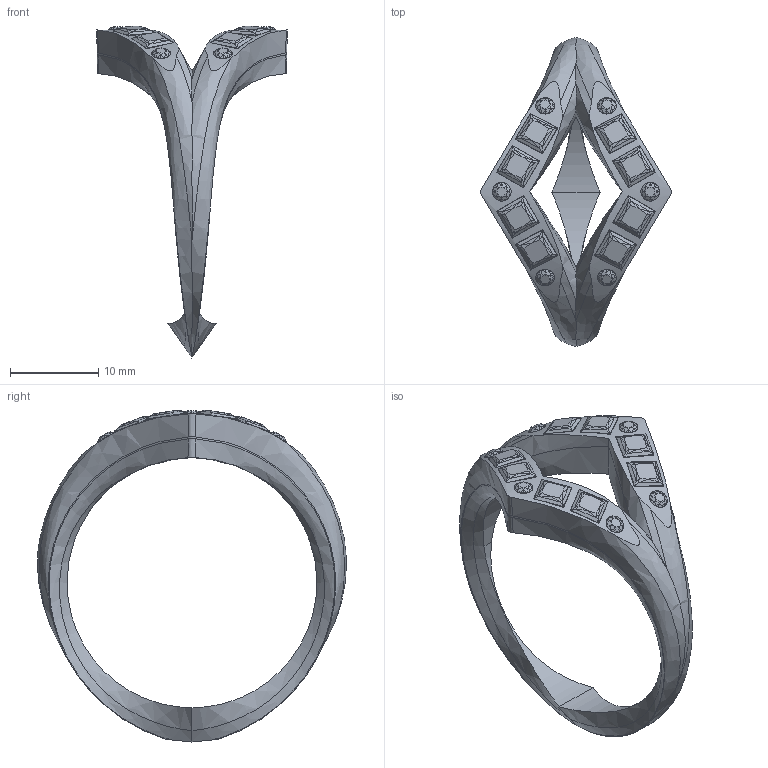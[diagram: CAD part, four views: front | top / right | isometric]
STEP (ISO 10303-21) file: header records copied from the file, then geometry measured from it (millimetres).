
FILE_DESCRIPTION(('FreeCAD Model'),'2;1');
FILE_NAME('Open CASCADE Shape Model','2025-05-04T13:36:52',('FreeCAD'),( 'FreeCAD'),'Open CASCADE STEP processor 7.6','FreeCAD','Unknown');
FILE_SCHEMA(('AUTOMOTIVE_DESIGN { 1 0 10303 214 1 1 1 1 }'));
Products named in the file (1): Open CASCADE STEP translator 7.6 1
Bounding box: 21.61 x 35.06 x 37.66 mm (x, y, z)
Volume: 2116.9 mm3; surface area: 2333.1 mm2
Topology: 15 solids, 15 shells, 1926 faces, 4241 edges, 2355 vertices
Faces by surface type: bspline 1926
Entity records: 52818 total; most frequent: CARTESIAN_POINT 25728, ORIENTED_EDGE 8482, EDGE_CURVE 4241, B_SPLINE_CURVE_WITH_KNOTS 4241, VERTEX_POINT 2355, FACE_BOUND 1940, EDGE_LOOP 1940, ADVANCED_FACE 1926
